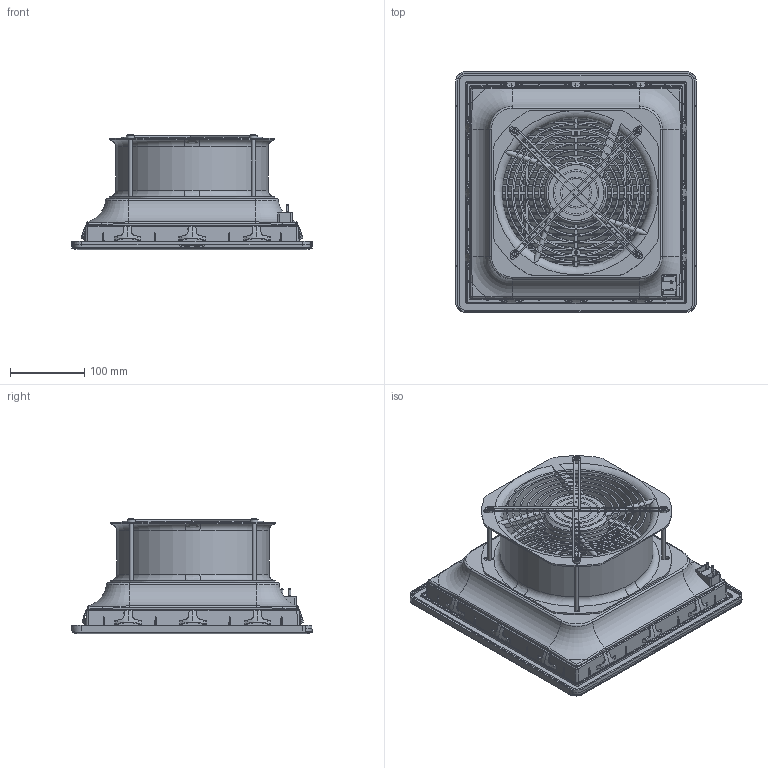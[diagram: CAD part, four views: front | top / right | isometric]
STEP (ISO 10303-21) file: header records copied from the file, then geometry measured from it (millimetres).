
FILE_DESCRIPTION(/* description */ (''),/* implementation_level */ '2;1');
FILE_NAME(/* name */ '323+高铁网风机.stp',/* time_stamp */ '2022-12-05T09:55:32+08:00',/* author */ (''),/* organization */ (''),/* preprocessor_version */ 'ST-DEVELOPER v16.7',/* originating_system */ 'SIEMENS PLM Software NX 12.0',/* authorisation */ '');
FILE_SCHEMA (('AUTOMOTIVE_DESIGN { 1 0 10303 214 3 1 1 1 }'));
Length unit declared in the file: millimetre
Products named in the file (1): AdmiA33CB01Ce7cd
Bounding box: 325.01 x 324.84 x 156.1 mm (x, y, z)
Volume: 1030904.4 mm3; surface area: 890062 mm2
Topology: 17 solids, 17 shells, 3572 faces, 10552 edges, 6939 vertices
Faces by surface type: plane 2125, cylinder 530, cone 525, bspline 309, torus 79, sphere 4
Full cylindrical faces by diameter (mm): 1.84 x8, 2.5 x2, 3 x8, 3.2 x2, 3.28 x6, 3.38 x32, 3.5 x8, 4 x12, 5 x69, 7 x5, 8.5 x12, 11 x4, 85.5 x1, 199.993 x1, 200 x1, 206 x1
Entity records: 140983 total; most frequent: CARTESIAN_POINT 48697, ORIENTED_EDGE 20310, DIRECTION 17069, EDGE_CURVE 10155, VERTEX_POINT 6797, AXIS2_PLACEMENT_3D 5733, LINE 5603, VECTOR 5603
